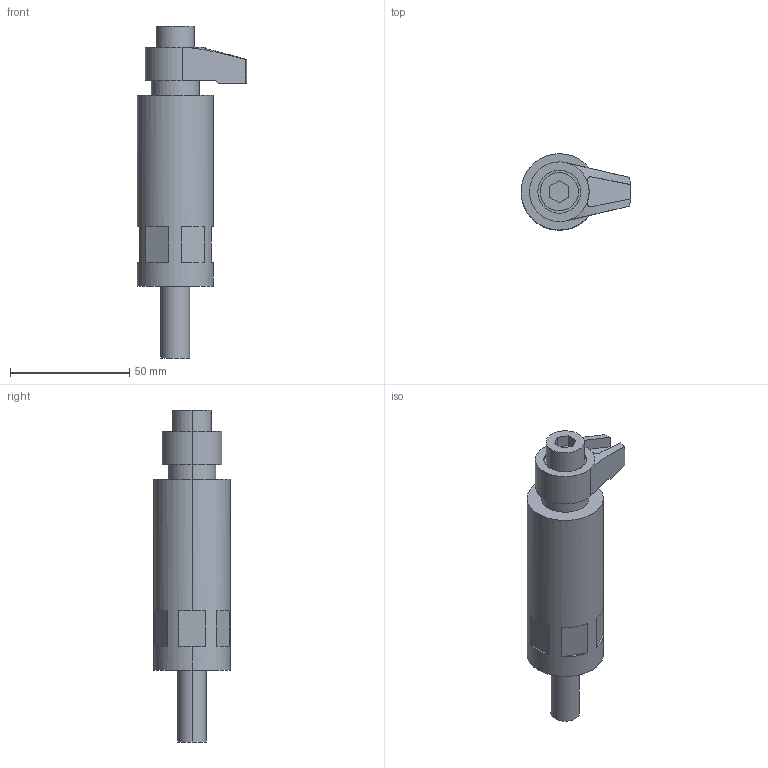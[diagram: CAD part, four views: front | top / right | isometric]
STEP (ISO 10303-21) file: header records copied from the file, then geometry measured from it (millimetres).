
FILE_DESCRIPTION (( 'STEP AP203' ), '1' );
FILE_NAME ('bj130-10030a2.STEP', '2021-10-25T01:08:02', ( '' ), ( '' ), 'SwSTEP 2.0', 'SolidWorks 2020', '' );
FILE_SCHEMA (( 'CONFIG_CONTROL_DESIGN' ));
Length unit declared in the file: millimetre
Products named in the file (4): bj130-10030a2_01; bj130-10030a2_03; bj130-10030a2; bj130-10030a2_02
Assembly tree (3 placements, depth 2):
  bj130-10030a2
    bj130-10030a2_01
    bj130-10030a2_02
    bj130-10030a2_03
Bounding box: 46 x 32 x 139 mm (x, y, z)
Volume: 77455.4 mm3; surface area: 23300.7 mm2
Topology: 3 solids, 3 shells, 70 faces, 155 edges, 102 vertices
Faces by surface type: plane 43, cylinder 24, cone 3
Entity records: 2423 total; most frequent: CARTESIAN_POINT 415, DIRECTION 359, ORIENTED_EDGE 310, EDGE_CURVE 155, AXIS2_PLACEMENT_3D 140, VERTEX_POINT 102, EDGE_LOOP 83, LINE 79
